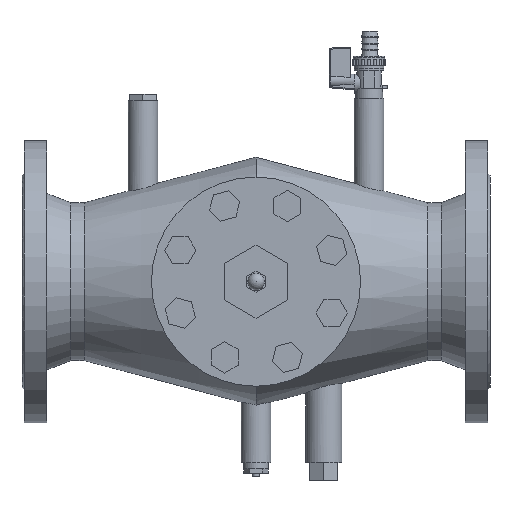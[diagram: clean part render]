
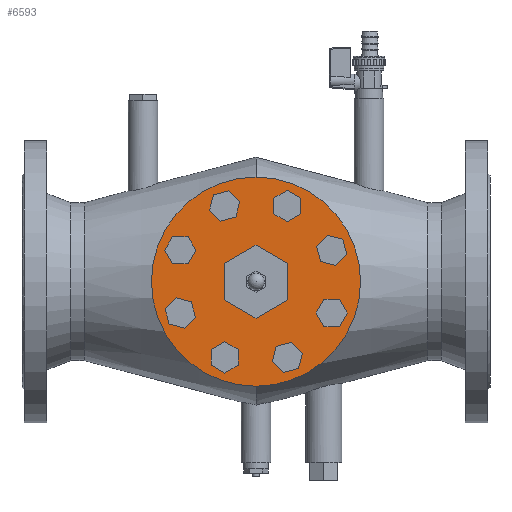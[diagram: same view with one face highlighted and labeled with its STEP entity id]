
A CAD part, front view. The second image highlights one B-rep face of the part: STEP entity #6593.
In plain terms, the highlighted planar face has unit normal (0, -1, 0).
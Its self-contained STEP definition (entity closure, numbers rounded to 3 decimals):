
#203=FACE_BOUND('',#1263,.T.);
#204=FACE_BOUND('',#1264,.T.);
#205=FACE_BOUND('',#1265,.T.);
#206=FACE_BOUND('',#1266,.T.);
#207=FACE_BOUND('',#1267,.T.);
#208=FACE_BOUND('',#1268,.T.);
#209=FACE_BOUND('',#1269,.T.);
#210=FACE_BOUND('',#1270,.T.);
#211=FACE_BOUND('',#1271,.T.);
#438=CIRCLE('',#7042,92.5);
#439=CIRCLE('',#7043,11.245);
#440=CIRCLE('',#7044,11.245);
#441=CIRCLE('',#7045,11.245);
#442=CIRCLE('',#7046,11.245);
#443=CIRCLE('',#7047,11.245);
#444=CIRCLE('',#7048,11.245);
#445=CIRCLE('',#7049,11.245);
#446=CIRCLE('',#7050,11.245);
#815=FACE_OUTER_BOUND('',#1262,.T.);
#1262=EDGE_LOOP('',(#4543));
#1263=EDGE_LOOP('',(#4544,#4545,#4546,#4547,#4548,#4549));
#1264=EDGE_LOOP('',(#4550));
#1265=EDGE_LOOP('',(#4551));
#1266=EDGE_LOOP('',(#4552));
#1267=EDGE_LOOP('',(#4553));
#1268=EDGE_LOOP('',(#4554));
#1269=EDGE_LOOP('',(#4555));
#1270=EDGE_LOOP('',(#4556));
#1271=EDGE_LOOP('',(#4557));
#1951=LINE('',#10058,#2462);
#1954=LINE('',#10063,#2465);
#1956=LINE('',#10067,#2467);
#1958=LINE('',#10071,#2469);
#1960=LINE('',#10075,#2471);
#1962=LINE('',#10078,#2473);
#2462=VECTOR('',#7883,10.);
#2465=VECTOR('',#7888,10.);
#2467=VECTOR('',#7892,10.);
#2469=VECTOR('',#7896,10.);
#2471=VECTOR('',#7900,10.);
#2473=VECTOR('',#7904,10.);
#2974=VERTEX_POINT('',#10056);
#2975=VERTEX_POINT('',#10057);
#2976=VERTEX_POINT('',#10062);
#2977=VERTEX_POINT('',#10066);
#2978=VERTEX_POINT('',#10070);
#2979=VERTEX_POINT('',#10074);
#2980=VERTEX_POINT('',#10080);
#2981=VERTEX_POINT('',#10082);
#2982=VERTEX_POINT('',#10084);
#2983=VERTEX_POINT('',#10086);
#2984=VERTEX_POINT('',#10088);
#2985=VERTEX_POINT('',#10090);
#2986=VERTEX_POINT('',#10092);
#2987=VERTEX_POINT('',#10094);
#2988=VERTEX_POINT('',#10096);
#3617=EDGE_CURVE('',#2974,#2975,#1951,.T.);
#3620=EDGE_CURVE('',#2976,#2974,#1954,.T.);
#3622=EDGE_CURVE('',#2977,#2976,#1956,.T.);
#3624=EDGE_CURVE('',#2978,#2977,#1958,.T.);
#3626=EDGE_CURVE('',#2979,#2978,#1960,.T.);
#3628=EDGE_CURVE('',#2975,#2979,#1962,.T.);
#3629=EDGE_CURVE('',#2980,#2980,#438,.T.);
#3630=EDGE_CURVE('',#2981,#2981,#439,.T.);
#3631=EDGE_CURVE('',#2982,#2982,#440,.T.);
#3632=EDGE_CURVE('',#2983,#2983,#441,.T.);
#3633=EDGE_CURVE('',#2984,#2984,#442,.T.);
#3634=EDGE_CURVE('',#2985,#2985,#443,.T.);
#3635=EDGE_CURVE('',#2986,#2986,#444,.T.);
#3636=EDGE_CURVE('',#2987,#2987,#445,.T.);
#3637=EDGE_CURVE('',#2988,#2988,#446,.T.);
#4543=ORIENTED_EDGE('',*,*,#3629,.T.);
#4544=ORIENTED_EDGE('',*,*,#3628,.T.);
#4545=ORIENTED_EDGE('',*,*,#3626,.T.);
#4546=ORIENTED_EDGE('',*,*,#3624,.T.);
#4547=ORIENTED_EDGE('',*,*,#3622,.T.);
#4548=ORIENTED_EDGE('',*,*,#3620,.T.);
#4549=ORIENTED_EDGE('',*,*,#3617,.T.);
#4550=ORIENTED_EDGE('',*,*,#3630,.T.);
#4551=ORIENTED_EDGE('',*,*,#3631,.T.);
#4552=ORIENTED_EDGE('',*,*,#3632,.T.);
#4553=ORIENTED_EDGE('',*,*,#3633,.T.);
#4554=ORIENTED_EDGE('',*,*,#3634,.T.);
#4555=ORIENTED_EDGE('',*,*,#3635,.T.);
#4556=ORIENTED_EDGE('',*,*,#3636,.T.);
#4557=ORIENTED_EDGE('',*,*,#3637,.T.);
#6312=PLANE('',#7041);
#6593=ADVANCED_FACE('',(#815,#203,#204,#205,#206,#207,#208,#209,#210,#211),
#6312,.T.);
#7041=AXIS2_PLACEMENT_3D('',#10079,#7905,#7906);
#7042=AXIS2_PLACEMENT_3D('',#10081,#7907,#7908);
#7043=AXIS2_PLACEMENT_3D('',#10083,#7909,#7910);
#7044=AXIS2_PLACEMENT_3D('',#10085,#7911,#7912);
#7045=AXIS2_PLACEMENT_3D('',#10087,#7913,#7914);
#7046=AXIS2_PLACEMENT_3D('',#10089,#7915,#7916);
#7047=AXIS2_PLACEMENT_3D('',#10091,#7917,#7918);
#7048=AXIS2_PLACEMENT_3D('',#10093,#7919,#7920);
#7049=AXIS2_PLACEMENT_3D('',#10095,#7921,#7922);
#7050=AXIS2_PLACEMENT_3D('',#10097,#7923,#7924);
#7883=DIRECTION('',(-0.866,0.,-0.5));
#7888=DIRECTION('',(0.,0.,-1.));
#7892=DIRECTION('',(0.866,0.,-0.5));
#7896=DIRECTION('',(0.866,0.,0.5));
#7900=DIRECTION('',(0.,0.,1.));
#7904=DIRECTION('',(-0.866,0.,0.5));
#7905=DIRECTION('center_axis',(0.,-1.,0.));
#7906=DIRECTION('ref_axis',(1.,0.,0.));
#7907=DIRECTION('center_axis',(0.,-1.,0.));
#7908=DIRECTION('ref_axis',(1.,0.,0.));
#7909=DIRECTION('center_axis',(0.,1.,0.));
#7910=DIRECTION('ref_axis',(-0.707,0.,0.707));
#7911=DIRECTION('center_axis',(0.,1.,0.));
#7912=DIRECTION('ref_axis',(0.,0.,
1.));
#7913=DIRECTION('center_axis',(0.,1.,0.));
#7914=DIRECTION('ref_axis',(0.707,0.,0.707));
#7915=DIRECTION('center_axis',(0.,1.,0.));
#7916=DIRECTION('ref_axis',(1.,0.,0.));
#7917=DIRECTION('center_axis',(0.,1.,0.));
#7918=DIRECTION('ref_axis',(0.707,0.,-0.707));
#7919=DIRECTION('center_axis',(0.,1.,0.));
#7920=DIRECTION('ref_axis',(0.,0.,-1.));
#7921=DIRECTION('center_axis',(0.,1.,0.));
#7922=DIRECTION('ref_axis',(-0.707,0.,-0.707));
#7923=DIRECTION('center_axis',(0.,1.,0.));
#7924=DIRECTION('ref_axis',(-1.,0.,0.));
#10056=CARTESIAN_POINT('',(235.,-225.,-16.166));
#10057=CARTESIAN_POINT('',(207.,-225.,-32.332));
#10058=CARTESIAN_POINT('',(214.,-225.,-28.29));
#10062=CARTESIAN_POINT('',(235.,-225.,16.166));
#10063=CARTESIAN_POINT('',(235.,-225.,-8.083));
#10066=CARTESIAN_POINT('',(207.,-225.,32.332));
#10067=CARTESIAN_POINT('',(228.,-225.,20.207));
#10070=CARTESIAN_POINT('',(179.,-225.,16.166));
#10071=CARTESIAN_POINT('',(200.,-225.,28.29));
#10074=CARTESIAN_POINT('',(179.,-225.,-16.166));
#10075=CARTESIAN_POINT('',(179.,-225.,8.083));
#10078=CARTESIAN_POINT('',(186.,-225.,-20.207));
#10079=CARTESIAN_POINT('Origin',(207.,-225.,0.));
#10080=CARTESIAN_POINT('',(207.,-225.,92.5));
#10081=CARTESIAN_POINT('Origin',(207.,-225.,0.));
#10082=CARTESIAN_POINT('',(187.207,-225.,59.03));
#10083=CARTESIAN_POINT('Origin',(179.255,-225.,66.981));
#10084=CARTESIAN_POINT('',(234.745,-225.,55.736));
#10085=CARTESIAN_POINT('Origin',(234.745,-225.,66.981));
#10086=CARTESIAN_POINT('',(266.03,-225.,19.793));
#10087=CARTESIAN_POINT('Origin',(273.981,-225.,27.745));
#10088=CARTESIAN_POINT('',(262.736,-225.,-27.745));
#10089=CARTESIAN_POINT('Origin',(273.981,-225.,-27.745));
#10090=CARTESIAN_POINT('',(226.793,-225.,-59.03));
#10091=CARTESIAN_POINT('Origin',(234.745,-225.,-66.981));
#10092=CARTESIAN_POINT('',(179.255,-225.,-55.736));
#10093=CARTESIAN_POINT('Origin',(179.255,-225.,-66.981));
#10094=CARTESIAN_POINT('',(147.97,-225.,-19.793));
#10095=CARTESIAN_POINT('Origin',(140.019,-225.,-27.745));
#10096=CARTESIAN_POINT('',(151.264,-225.,27.745));
#10097=CARTESIAN_POINT('Origin',(140.019,-225.,27.745));
